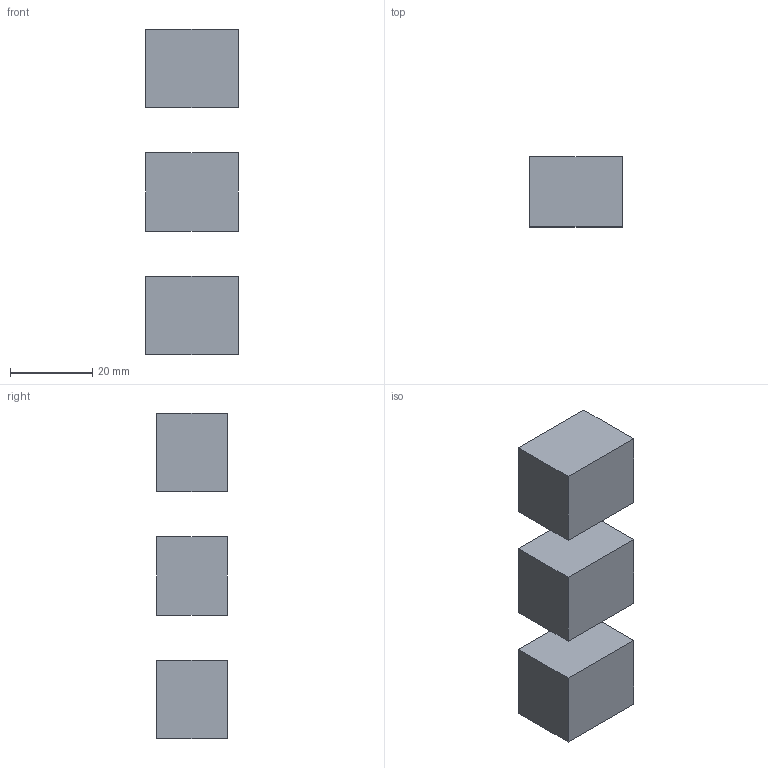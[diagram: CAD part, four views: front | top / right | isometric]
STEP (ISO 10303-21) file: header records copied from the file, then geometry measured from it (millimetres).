
FILE_DESCRIPTION(('STEP AP214'),'1');
FILE_NAME('test-5-3-components-1-body.stp','2021-11-08T07:40:25',(' '),(' '),'Spatial InterOp 3D',' ',' ');
FILE_SCHEMA(('AUTOMOTIVE_DESIGN { 1 0 10303 214 1 1 1 1 }'));
Length unit declared in the file: centimetre
Products named in the file (6): Pattern; Component7; Component6; test-5-3-components-1-body; Component8; Component9
Assembly tree (7 placements, depth 4):
  test-5-3-components-1-body
    Component6
      Pattern
        Component7
    Component8
      Component7
    Component9
      Component7
Bounding box: 22.47 x 17.1 x 79 mm (x, y, z)
Volume: 21901.5 mm3; surface area: 6816.4 mm2
Topology: 3 solids, 3 shells, 18 faces, 36 edges, 24 vertices
Faces by surface type: plane 18
Entity records: 388 total; most frequent: DIRECTION 48, CARTESIAN_POINT 38, ORIENTED_EDGE 24, AXIS2_PLACEMENT_3D 18, PRODUCT_DEFINITION_SHAPE 13, DIMENSIONAL_EXPONENTS 12, EDGE_CURVE 12, LINE 12
